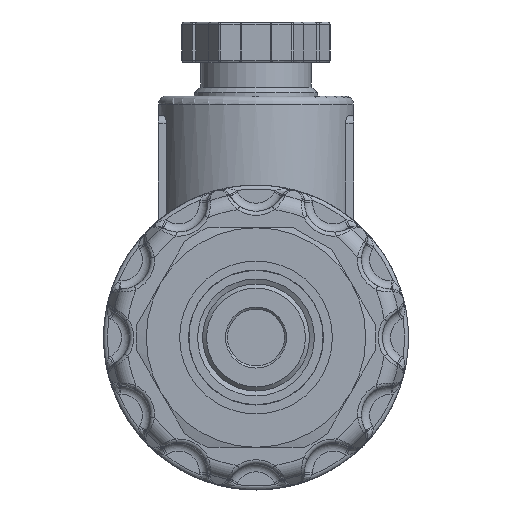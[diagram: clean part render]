
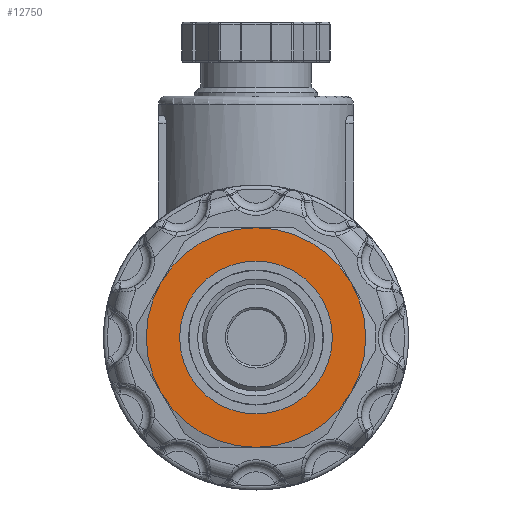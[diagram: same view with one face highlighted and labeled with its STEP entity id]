
A CAD part, front view. The second image highlights one B-rep face of the part: STEP entity #12750.
In plain terms, the highlighted planar face has unit normal (0, -1, 0).
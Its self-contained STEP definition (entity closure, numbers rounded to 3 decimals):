
#597=FACE_BOUND('',#2504,.T.);
#802=CIRCLE('',#13709,13.5);
#865=CIRCLE('',#13782,13.5);
#866=CIRCLE('',#13783,13.5);
#867=CIRCLE('',#13784,13.5);
#868=CIRCLE('',#13785,13.5);
#869=CIRCLE('',#13786,13.5);
#870=CIRCLE('',#13787,9.4);
#1387=PLANE('',#13781);
#1682=FACE_OUTER_BOUND('',#2503,.T.);
#2503=EDGE_LOOP('',(#8577,#8578,#8579,#8580,#8581,#8582));
#2504=EDGE_LOOP('',(#8583));
#5048=VERTEX_POINT('',#19110);
#5287=VERTEX_POINT('',#20190);
#5288=VERTEX_POINT('',#20191);
#5367=VERTEX_POINT('',#20510);
#5368=VERTEX_POINT('',#20512);
#5369=VERTEX_POINT('',#20514);
#5370=VERTEX_POINT('',#20517);
#6504=EDGE_CURVE('',#5287,#5288,#802,.T.);
#6609=EDGE_CURVE('',#5048,#5287,#865,.T.);
#6610=EDGE_CURVE('',#5288,#5367,#866,.T.);
#6611=EDGE_CURVE('',#5367,#5368,#867,.T.);
#6612=EDGE_CURVE('',#5368,#5369,#868,.T.);
#6613=EDGE_CURVE('',#5369,#5048,#869,.T.);
#6614=EDGE_CURVE('',#5370,#5370,#870,.T.);
#8577=ORIENTED_EDGE('',*,*,#6609,.T.);
#8578=ORIENTED_EDGE('',*,*,#6504,.T.);
#8579=ORIENTED_EDGE('',*,*,#6610,.T.);
#8580=ORIENTED_EDGE('',*,*,#6611,.T.);
#8581=ORIENTED_EDGE('',*,*,#6612,.T.);
#8582=ORIENTED_EDGE('',*,*,#6613,.T.);
#8583=ORIENTED_EDGE('',*,*,#6614,.F.);
#12750=ADVANCED_FACE('',(#1682,#597),#1387,.T.);
#13709=AXIS2_PLACEMENT_3D('',#20192,#15621,#15622);
#13781=AXIS2_PLACEMENT_3D('',#20508,#15781,#15782);
#13782=AXIS2_PLACEMENT_3D('',#20509,#15783,#15784);
#13783=AXIS2_PLACEMENT_3D('',#20511,#15785,#15786);
#13784=AXIS2_PLACEMENT_3D('',#20513,#15787,#15788);
#13785=AXIS2_PLACEMENT_3D('',#20515,#15789,#15790);
#13786=AXIS2_PLACEMENT_3D('',#20516,#15791,#15792);
#13787=AXIS2_PLACEMENT_3D('',#20518,#15793,#15794);
#15621=DIRECTION('center_axis',(0.,-1.,0.));
#15622=DIRECTION('ref_axis',(1.,0.,0.));
#15781=DIRECTION('center_axis',(0.,-1.,0.));
#15782=DIRECTION('ref_axis',(0.,0.,-1.));
#15783=DIRECTION('center_axis',(0.,-1.,0.));
#15784=DIRECTION('ref_axis',(1.,0.,0.));
#15785=DIRECTION('center_axis',(0.,-1.,0.));
#15786=DIRECTION('ref_axis',(1.,0.,0.));
#15787=DIRECTION('center_axis',(0.,-1.,0.));
#15788=DIRECTION('ref_axis',(1.,0.,0.));
#15789=DIRECTION('center_axis',(0.,-1.,0.));
#15790=DIRECTION('ref_axis',(1.,0.,0.));
#15791=DIRECTION('center_axis',(0.,-1.,0.));
#15792=DIRECTION('ref_axis',(1.,0.,0.));
#15793=DIRECTION('center_axis',(0.,-1.,0.));
#15794=DIRECTION('ref_axis',(1.,0.,0.));
#19110=CARTESIAN_POINT('',(0.,14.,-13.5));
#20190=CARTESIAN_POINT('',(11.691,14.,-6.75));
#20191=CARTESIAN_POINT('',(11.691,14.,6.75));
#20192=CARTESIAN_POINT('Origin',(0.,14.,0.));
#20508=CARTESIAN_POINT('Origin',(11.45,14.,0.));
#20509=CARTESIAN_POINT('Origin',(0.,14.,0.));
#20510=CARTESIAN_POINT('',(0.,14.,13.5));
#20511=CARTESIAN_POINT('Origin',(0.,14.,0.));
#20512=CARTESIAN_POINT('',(-11.691,14.,6.75));
#20513=CARTESIAN_POINT('Origin',(0.,14.,0.));
#20514=CARTESIAN_POINT('',(-11.691,14.,-6.75));
#20515=CARTESIAN_POINT('Origin',(0.,14.,0.));
#20516=CARTESIAN_POINT('Origin',(0.,14.,0.));
#20517=CARTESIAN_POINT('',(9.4,14.,0.));
#20518=CARTESIAN_POINT('Origin',(0.,14.,0.));
